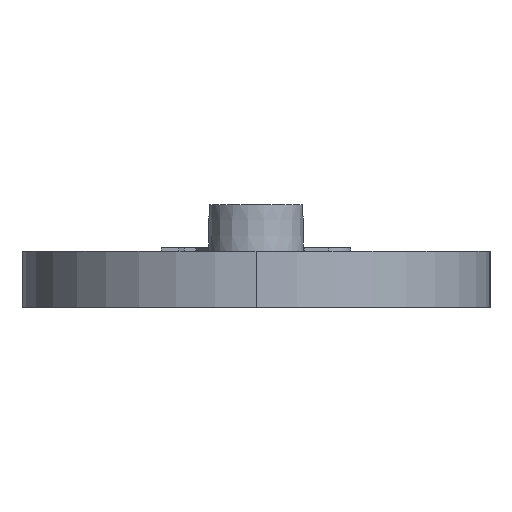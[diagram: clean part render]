
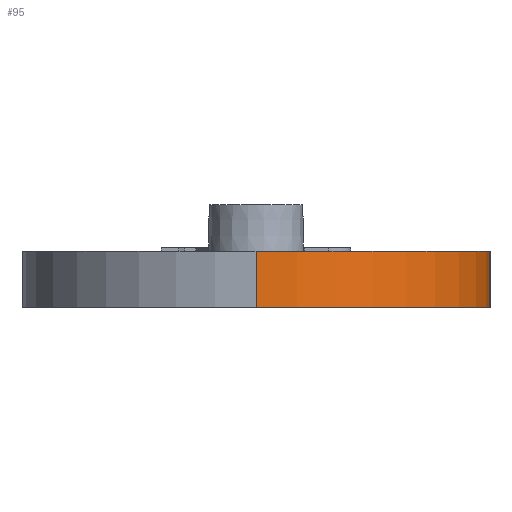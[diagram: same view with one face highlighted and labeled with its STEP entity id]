
A CAD part, left-side view. The second image highlights one B-rep face of the part: STEP entity #95.
In plain terms, the highlighted cylindrical face has radius 12.5 mm (diameter 25 mm), a partial arc.
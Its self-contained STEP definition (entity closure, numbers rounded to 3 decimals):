
#95 = ADVANCED_FACE( '', ( #200 ), #201, .T. );
#200 = FACE_OUTER_BOUND( '', #357, .T. );
#201 = CYLINDRICAL_SURFACE( '', #358, 12.5 );
#357 = EDGE_LOOP( '', ( #671, #672, #673, #674 ) );
#358 = AXIS2_PLACEMENT_3D( '', #675, #676, #677 );
#671 = ORIENTED_EDGE( '', *, *, #1049, .T. );
#672 = ORIENTED_EDGE( '', *, *, #1130, .F. );
#673 = ORIENTED_EDGE( '', *, *, #1115, .F. );
#674 = ORIENTED_EDGE( '', *, *, #1129, .T. );
#675 = CARTESIAN_POINT( '', ( -33.5, 0., 0. ) );
#676 = DIRECTION( '', ( 0., 0., -1. ) );
#677 = DIRECTION( '', ( 0., -1., 0. ) );
#1049 = EDGE_CURVE( '', #1247, #1245, #1248, .T. );
#1115 = EDGE_CURVE( '', #1371, #1373, #1374, .T. );
#1129 = EDGE_CURVE( '', #1371, #1247, #1388, .T. );
#1130 = EDGE_CURVE( '', #1373, #1245, #1389, .T. );
#1245 = VERTEX_POINT( '', #1557 );
#1247 = VERTEX_POINT( '', #1559 );
#1248 = CIRCLE( '', #1560, 12.5 );
#1371 = VERTEX_POINT( '', #1727 );
#1373 = VERTEX_POINT( '', #1730 );
#1374 = CIRCLE( '', #1731, 12.5 );
#1388 = LINE( '', #1757, #1758 );
#1389 = LINE( '', #1759, #1760 );
#1557 = CARTESIAN_POINT( '', ( -46., 0., 3. ) );
#1559 = CARTESIAN_POINT( '', ( -33.5, -12.5, 3. ) );
#1560 = AXIS2_PLACEMENT_3D( '', #1979, #1980, #1981 );
#1727 = CARTESIAN_POINT( '', ( -33.5, -12.5, 0. ) );
#1730 = CARTESIAN_POINT( '', ( -46., 0., 0. ) );
#1731 = AXIS2_PLACEMENT_3D( '', #2087, #2088, #2089 );
#1757 = CARTESIAN_POINT( '', ( -33.5, -12.5, 0. ) );
#1758 = VECTOR( '', #2105, 1000. );
#1759 = CARTESIAN_POINT( '', ( -46., 0., 0. ) );
#1760 = VECTOR( '', #2106, 1000. );
#1979 = CARTESIAN_POINT( '', ( -33.5, 0., 3. ) );
#1980 = DIRECTION( '', ( 0., 0., -1. ) );
#1981 = DIRECTION( '', ( 0., 1., 0. ) );
#2087 = CARTESIAN_POINT( '', ( -33.5, 0., 0. ) );
#2088 = DIRECTION( '', ( 0., 0., -1. ) );
#2089 = DIRECTION( '', ( 0., 1., 0. ) );
#2105 = DIRECTION( '', ( 0., 0., 1. ) );
#2106 = DIRECTION( '', ( 0., 0., 1. ) );
